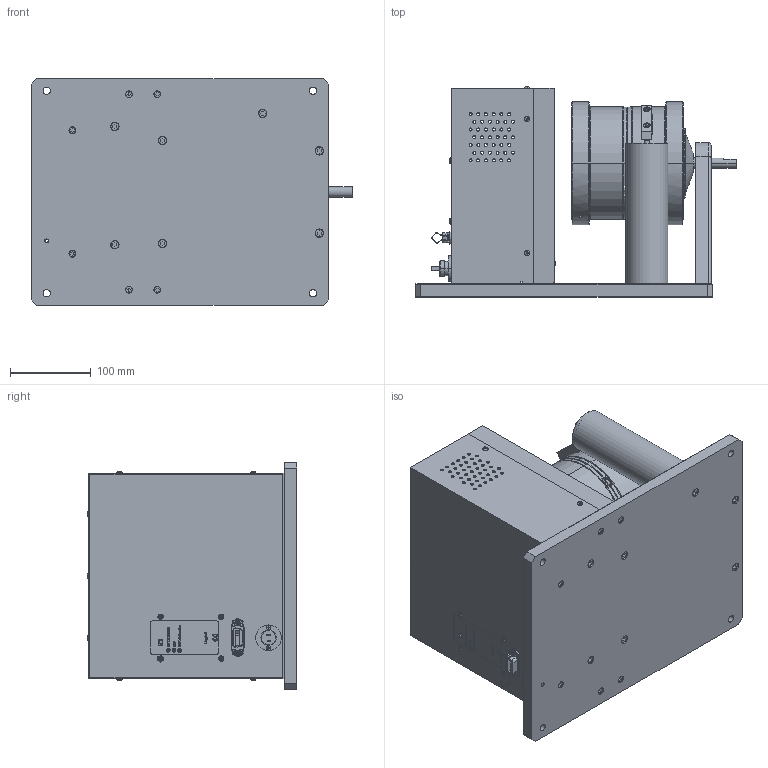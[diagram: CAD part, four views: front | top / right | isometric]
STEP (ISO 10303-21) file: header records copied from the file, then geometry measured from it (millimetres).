
FILE_DESCRIPTION (( 'STEP AP214' ), '1' );
FILE_NAME ('HD-705-0100_A_EF.STEP', '2014-05-21T20:12:31', ( 'magtrol' ), ( '' ), 'SwSTEP 2.0', 'SolidWorks 2014', '' );
FILE_SCHEMA (( 'AUTOMOTIVE_DESIGN' ));
Length unit declared in the file: inch
Products named in the file (1): HD-705-0100_A_EF
Bounding box: 396.94 x 259.03 x 279.4 mm (x, y, z)
Surface area: 865917.7 mm2 (no closed solid volume)
Topology: 0 solids, 130 shells, 977 faces, 4568 edges, 3701 vertices
Faces by surface type: cylinder 442, plane 404, cone 75, torus 56
Entity records: 64798 total; most frequent: CARTESIAN_POINT 14918, DIRECTION 7782, ORIENTED_EDGE 6389, EDGE_CURVE 4568, VERTEX_POINT 3701, AXIS2_PLACEMENT_3D 2715, LINE 2352, VECTOR 2352
